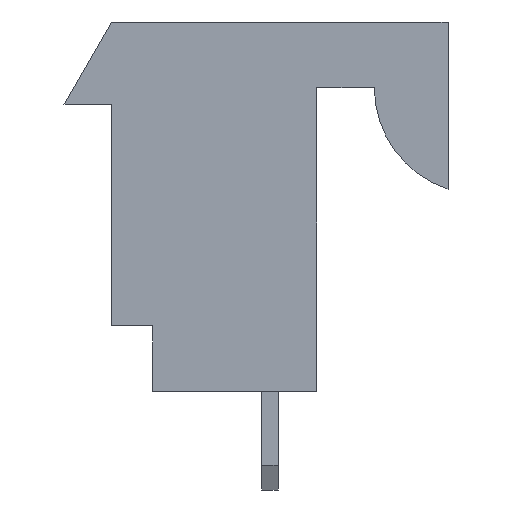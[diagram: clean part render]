
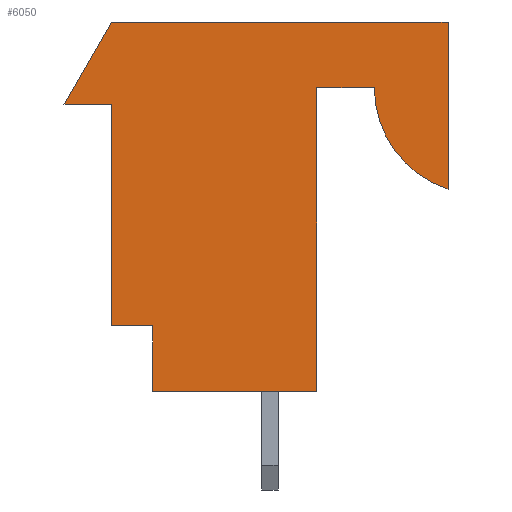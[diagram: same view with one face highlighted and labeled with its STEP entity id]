
A CAD part, left-side view. The second image highlights one B-rep face of the part: STEP entity #6050.
In plain terms, the highlighted planar face has unit normal (-1, 0, 0).
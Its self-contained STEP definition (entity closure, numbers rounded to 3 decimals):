
#1=DIRECTION('',(0.,0.,1.));
#2=VECTOR('',#1,6.86);
#3=CARTESIAN_POINT('',(-23.724,10.41,-9.4));
#4=LINE('',#3,#2);
#5=DIRECTION('',(0.,-1.,0.));
#6=VECTOR('',#5,1.47);
#7=CARTESIAN_POINT('',(-23.724,11.88,-2.54));
#8=LINE('',#7,#6);
#9=DIRECTION('',(0.,0.501,-0.866));
#10=VECTOR('',#9,2.935);
#11=CARTESIAN_POINT('',(-23.724,10.41,0.));
#12=LINE('',#11,#10);
#13=DIRECTION('',(0.,-1.,0.));
#14=VECTOR('',#13,10.41);
#15=CARTESIAN_POINT('',(-23.724,10.41,0.));
#16=LINE('',#15,#14);
#17=DIRECTION('',(0.,0.,-1.));
#18=VECTOR('',#17,5.168);
#19=CARTESIAN_POINT('',(-23.724,0.,0.));
#20=LINE('',#19,#18);
#21=CARTESIAN_POINT('',(-23.724,-1.02,-2.03));
#22=DIRECTION('',(1.,0.,0.));
#23=DIRECTION('',(0.,0.309,-0.951));
#24=AXIS2_PLACEMENT_3D('',#21,#22,#23);
#26=DIRECTION('',(0.,1.,0.));
#27=VECTOR('',#26,1.78);
#28=CARTESIAN_POINT('',(-23.724,2.28,-2.03));
#29=LINE('',#28,#27);
#30=DIRECTION('',(0.,0.,-1.));
#31=VECTOR('',#30,9.4);
#32=CARTESIAN_POINT('',(-23.724,4.06,-2.03));
#33=LINE('',#32,#31);
#34=DIRECTION('',(0.,1.,0.));
#35=VECTOR('',#34,5.08);
#36=CARTESIAN_POINT('',(-23.724,4.06,-11.43));
#37=LINE('',#36,#35);
#38=DIRECTION('',(0.,0.,1.));
#39=VECTOR('',#38,2.03);
#40=CARTESIAN_POINT('',(-23.724,9.14,-11.43));
#41=LINE('',#40,#39);
#42=DIRECTION('',(0.,1.,0.));
#43=VECTOR('',#42,1.27);
#44=CARTESIAN_POINT('',(-23.724,9.14,-9.4));
#45=LINE('',#44,#43);
#4553=CARTESIAN_POINT('',(-23.724,0.,0.));
#4554=CARTESIAN_POINT('',(-23.724,0.,-5.168));
#4555=VERTEX_POINT('',#4553);
#4556=VERTEX_POINT('',#4554);
#4557=CARTESIAN_POINT('',(-23.724,2.28,-2.03));
#4558=CARTESIAN_POINT('',(-23.724,4.06,-2.03));
#4559=VERTEX_POINT('',#4557);
#4560=VERTEX_POINT('',#4558);
#4561=CARTESIAN_POINT('',(-23.724,4.06,-11.43));
#4562=VERTEX_POINT('',#4561);
#4563=CARTESIAN_POINT('',(-23.724,9.14,-11.43));
#4564=VERTEX_POINT('',#4563);
#4565=CARTESIAN_POINT('',(-23.724,9.14,-9.4));
#4566=VERTEX_POINT('',#4565);
#4567=CARTESIAN_POINT('',(-23.724,10.41,-9.4));
#4568=VERTEX_POINT('',#4567);
#4965=CARTESIAN_POINT('',(-23.724,10.41,-2.54));
#4966=VERTEX_POINT('',#4965);
#4967=CARTESIAN_POINT('',(-23.724,10.41,0.));
#4968=VERTEX_POINT('',#4967);
#4982=CARTESIAN_POINT('',(-23.724,11.88,-2.54));
#4984=VERTEX_POINT('',#4982);
#6021=CARTESIAN_POINT('',(-23.724,0.,0.));
#6022=DIRECTION('',(1.,0.,0.));
#6023=DIRECTION('',(0.,0.,-1.));
#6024=AXIS2_PLACEMENT_3D('',#6021,#6022,#6023);
#6025=PLANE('',#6024);
#6027=ORIENTED_EDGE('',*,*,#6026,.T.);
#6029=ORIENTED_EDGE('',*,*,#6028,.F.);
#6031=ORIENTED_EDGE('',*,*,#6030,.F.);
#6033=ORIENTED_EDGE('',*,*,#6032,.T.);
#6035=ORIENTED_EDGE('',*,*,#6034,.T.);
#6037=ORIENTED_EDGE('',*,*,#6036,.T.);
#6039=ORIENTED_EDGE('',*,*,#6038,.T.);
#6041=ORIENTED_EDGE('',*,*,#6040,.T.);
#6043=ORIENTED_EDGE('',*,*,#6042,.T.);
#6045=ORIENTED_EDGE('',*,*,#6044,.T.);
#6047=ORIENTED_EDGE('',*,*,#6046,.T.);
#6048=EDGE_LOOP('',(#6027,#6029,#6031,#6033,#6035,#6037,#6039,#6041,#6043,#6045,
#6047));
#6049=FACE_OUTER_BOUND('',#6048,.F.);
#6050=ADVANCED_FACE('',(#6049),#6025,.F.);
#25=CIRCLE('',#24,3.3);
#6026=EDGE_CURVE('',#4568,#4966,#4,.T.);
#6028=EDGE_CURVE('',#4984,#4966,#8,.T.);
#6030=EDGE_CURVE('',#4968,#4984,#12,.T.);
#6032=EDGE_CURVE('',#4968,#4555,#16,.T.);
#6034=EDGE_CURVE('',#4555,#4556,#20,.T.);
#6036=EDGE_CURVE('',#4556,#4559,#25,.T.);
#6038=EDGE_CURVE('',#4559,#4560,#29,.T.);
#6040=EDGE_CURVE('',#4560,#4562,#33,.T.);
#6042=EDGE_CURVE('',#4562,#4564,#37,.T.);
#6044=EDGE_CURVE('',#4564,#4566,#41,.T.);
#6046=EDGE_CURVE('',#4566,#4568,#45,.T.);
